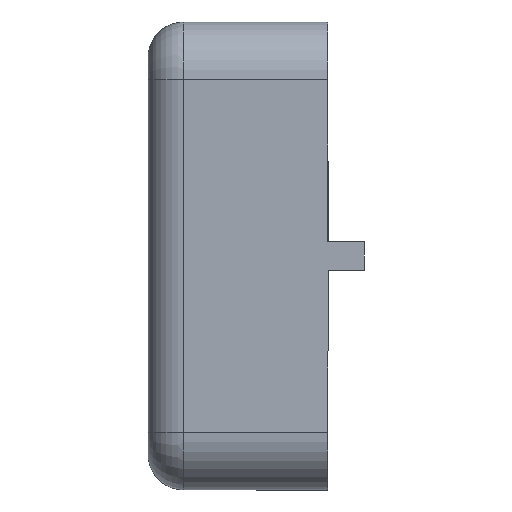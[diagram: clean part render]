
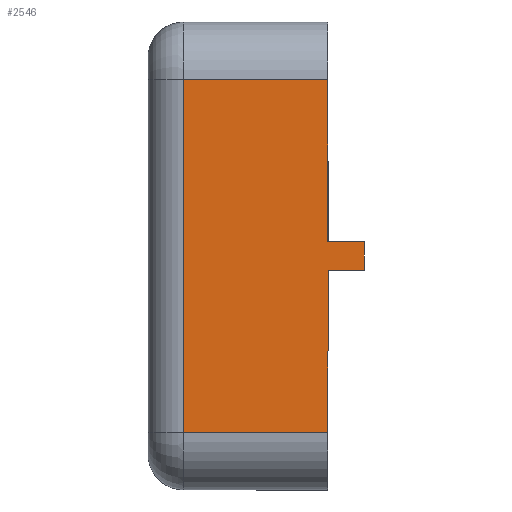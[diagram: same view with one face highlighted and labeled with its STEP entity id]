
A CAD part, left-side view. The second image highlights one B-rep face of the part: STEP entity #2546.
In plain terms, the highlighted planar face has unit normal (-1, 0, 0).
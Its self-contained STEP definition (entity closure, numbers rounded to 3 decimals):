
#8 = CARTESIAN_POINT ( 'NONE',  ( -6.5, -5., 0.4 ) ) ;
#27 = VECTOR ( 'NONE', #2375, 1000. ) ;
#196 = CARTESIAN_POINT ( 'NONE',  ( -6.5, -5., -0.4 ) ) ;
#229 = VECTOR ( 'NONE', #1529, 1000. ) ;
#300 = LINE ( 'NONE', #1997, #2351 ) ;
#356 = EDGE_CURVE ( 'NONE', #439, #2164, #1787, .T. ) ;
#366 = CARTESIAN_POINT ( 'NONE',  ( -6.5, -6., -0.4 ) ) ;
#379 = ORIENTED_EDGE ( 'NONE', *, *, #2298, .F. ) ;
#412 = EDGE_CURVE ( 'NONE', #1353, #809, #1232, .T. ) ;
#439 = VERTEX_POINT ( 'NONE', #2311 ) ;
#474 = DIRECTION ( 'NONE',  ( 0., -1., 0. ) ) ;
#525 = EDGE_CURVE ( 'NONE', #2558, #1123, #1166, .T. ) ;
#545 = LINE ( 'NONE', #366, #949 ) ;
#549 = ORIENTED_EDGE ( 'NONE', *, *, #1408, .T. ) ;
#558 = EDGE_LOOP ( 'NONE', ( #1413, #379, #601, #1842, #616, #1189, #1190, #549 ) ) ;
#577 = CARTESIAN_POINT ( 'NONE',  ( -6.5, 0., -4.9 ) ) ;
#601 = ORIENTED_EDGE ( 'NONE', *, *, #412, .F. ) ;
#603 = DIRECTION ( 'NONE',  ( 0., -1., 0. ) ) ;
#616 = ORIENTED_EDGE ( 'NONE', *, *, #1330, .T. ) ;
#617 = VECTOR ( 'NONE', #603, 1000. ) ;
#659 = CARTESIAN_POINT ( 'NONE',  ( -6.5, 0., -4.9 ) ) ;
#690 = VECTOR ( 'NONE', #1881, 1000. ) ;
#717 = VERTEX_POINT ( 'NONE', #1626 ) ;
#756 = VECTOR ( 'NONE', #1916, 1000. ) ;
#809 = VERTEX_POINT ( 'NONE', #2506 ) ;
#859 = CARTESIAN_POINT ( 'NONE',  ( -6.5, -6., 0.4 ) ) ;
#875 = CARTESIAN_POINT ( 'NONE',  ( -6.5, 0., 4.9 ) ) ;
#878 = AXIS2_PLACEMENT_3D ( 'NONE', #659, #2095, #474 ) ;
#949 = VECTOR ( 'NONE', #2212, 1000. ) ;
#1123 = VERTEX_POINT ( 'NONE', #1977 ) ;
#1124 = CARTESIAN_POINT ( 'NONE',  ( -6.5, -1., -4.9 ) ) ;
#1166 = LINE ( 'NONE', #875, #229 ) ;
#1189 = ORIENTED_EDGE ( 'NONE', *, *, #525, .F. ) ;
#1190 = ORIENTED_EDGE ( 'NONE', *, *, #1762, .F. ) ;
#1232 = LINE ( 'NONE', #859, #690 ) ;
#1317 = DIRECTION ( 'NONE',  ( 0., 0., 1. ) ) ;
#1330 = EDGE_CURVE ( 'NONE', #1352, #1123, #1805, .T. ) ;
#1352 = VERTEX_POINT ( 'NONE', #8 ) ;
#1353 = VERTEX_POINT ( 'NONE', #2042 ) ;
#1408 = EDGE_CURVE ( 'NONE', #717, #439, #1641, .T. ) ;
#1413 = ORIENTED_EDGE ( 'NONE', *, *, #356, .T. ) ;
#1437 = LINE ( 'NONE', #1124, #1796 ) ;
#1529 = DIRECTION ( 'NONE',  ( 0., -1., 0. ) ) ;
#1626 = CARTESIAN_POINT ( 'NONE',  ( -6.5, -1., -4.9 ) ) ;
#1641 = LINE ( 'NONE', #577, #617 ) ;
#1668 = PLANE ( 'NONE',  #878 ) ;
#1762 = EDGE_CURVE ( 'NONE', #717, #2558, #1437, .T. ) ;
#1765 = DIRECTION ( 'NONE',  ( 0., 1., 0. ) ) ;
#1787 = LINE ( 'NONE', #2082, #756 ) ;
#1796 = VECTOR ( 'NONE', #1317, 1000. ) ;
#1805 = LINE ( 'NONE', #2141, #27 ) ;
#1842 = ORIENTED_EDGE ( 'NONE', *, *, #2035, .T. ) ;
#1881 = DIRECTION ( 'NONE',  ( 0., 0., -1. ) ) ;
#1916 = DIRECTION ( 'NONE',  ( 0., 0., 1. ) ) ;
#1977 = CARTESIAN_POINT ( 'NONE',  ( -6.5, -5., 4.9 ) ) ;
#1997 = CARTESIAN_POINT ( 'NONE',  ( -6.5, -6., 0.4 ) ) ;
#2035 = EDGE_CURVE ( 'NONE', #1353, #1352, #300, .T. ) ;
#2042 = CARTESIAN_POINT ( 'NONE',  ( -6.5, -6., 0.4 ) ) ;
#2082 = CARTESIAN_POINT ( 'NONE',  ( -6.5, -5., -4.9 ) ) ;
#2095 = DIRECTION ( 'NONE',  ( -1., 0., 0. ) ) ;
#2141 = CARTESIAN_POINT ( 'NONE',  ( -6.5, -5., -4.9 ) ) ;
#2164 = VERTEX_POINT ( 'NONE', #196 ) ;
#2212 = DIRECTION ( 'NONE',  ( 0., 1., 0. ) ) ;
#2298 = EDGE_CURVE ( 'NONE', #809, #2164, #545, .T. ) ;
#2311 = CARTESIAN_POINT ( 'NONE',  ( -6.5, -5., -4.9 ) ) ;
#2315 = CARTESIAN_POINT ( 'NONE',  ( -6.5, -1., 4.9 ) ) ;
#2348 = FACE_OUTER_BOUND ( 'NONE', #558, .T. ) ;
#2351 = VECTOR ( 'NONE', #1765, 1000. ) ;
#2375 = DIRECTION ( 'NONE',  ( 0., 0., 1. ) ) ;
#2506 = CARTESIAN_POINT ( 'NONE',  ( -6.5, -6., -0.4 ) ) ;
#2546 = ADVANCED_FACE ( 'NONE', ( #2348 ), #1668, .T. ) ;
#2558 = VERTEX_POINT ( 'NONE', #2315 ) ;
